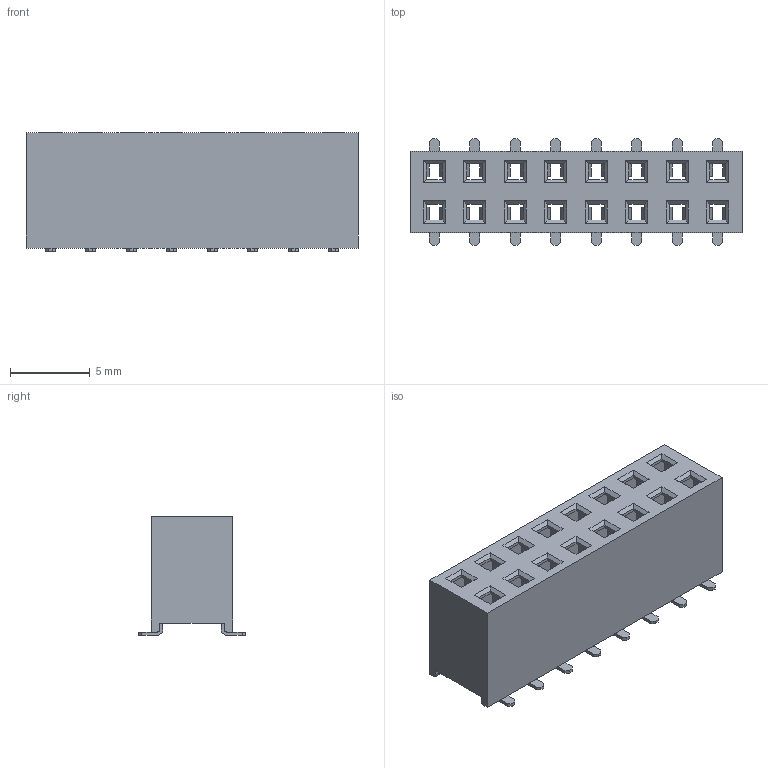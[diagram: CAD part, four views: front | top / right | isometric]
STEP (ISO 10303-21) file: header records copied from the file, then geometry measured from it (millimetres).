
FILE_DESCRIPTION(/* description */ ('Unknown'),/* implementation_level */ '2;1');
FILE_NAME(/* name */ 'J_Wurth_WR-PHD_61001621821',/* time_stamp */ '2025-04-22T14:03:15+08:00',/* author */ ('Unknown'),/* organization */ ('Unknown'),/* preprocessor_version */ 'ST-DEVELOPER v19.4',/* originating_system */ 'Solid Edge',/* authorisation */ 'Unknown');
FILE_SCHEMA (('AUTOMOTIVE_DESIGN {1 0 10303 214 3 1 1}'));
Length unit declared in the file: millimetre
Products named in the file (2): J_Wurth_WR-PHD_61001621821
Assembly tree (1 placements, depth 2):
  J_Wurth_WR-PHD_61001621821
    J_Wurth_WR-PHD_61001621821
Bounding box: 20.82 x 6.7 x 7.45 mm (x, y, z)
Volume: 469.4 mm3; surface area: 2002 mm2
Topology: 17 solids, 17 shells, 1292 faces, 3518 edges, 2260 vertices
Faces by surface type: plane 842, cylinder 450
Entity records: 40776 total; most frequent: CARTESIAN_POINT 7840, ORIENTED_EDGE 7036, DIRECTION 6622, EDGE_CURVE 3518, LINE 2490, VECTOR 2490, VERTEX_POINT 2260, AXIS2_PLACEMENT_3D 2066
